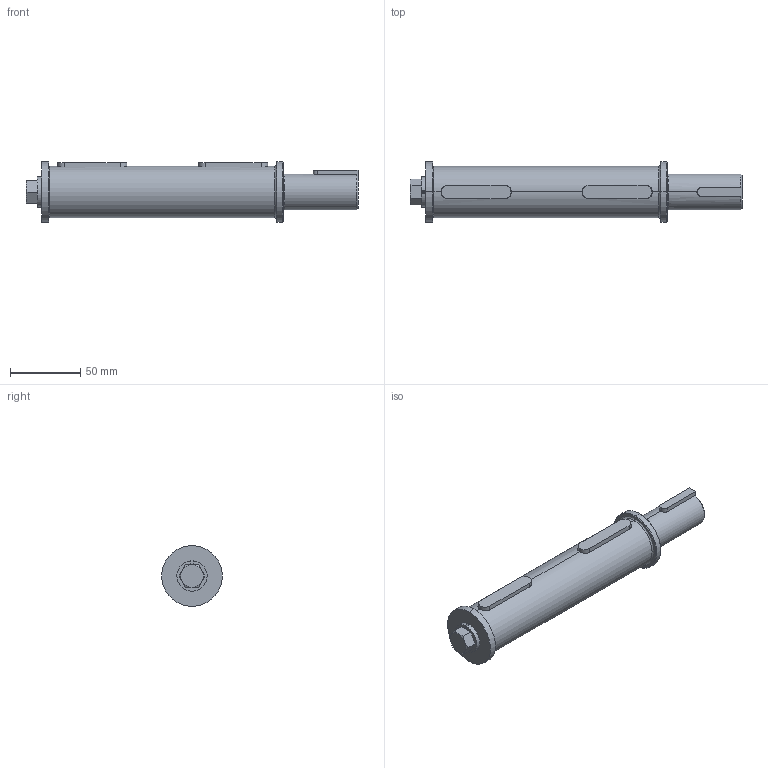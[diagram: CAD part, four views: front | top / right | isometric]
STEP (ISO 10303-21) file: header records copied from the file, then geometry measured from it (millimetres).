
FILE_DESCRIPTION (( 'STEP AP203' ), '1' );
FILE_NAME ('WGSS-206-S.step', '2023-01-30T20:55:23', ( '' ), ( '' ), 'SwSTEP 2.0', 'SolidWorks 2021', '' );
FILE_SCHEMA (( 'CONFIG_CONTROL_DESIGN' ));
Length unit declared in the file: inch
Products named in the file (1): WGSS-206-S
Bounding box: 235.62 x 43 x 43 mm (x, y, z)
Volume: 215774.1 mm3; surface area: 38622.2 mm2
Topology: 7 solids, 7 shells, 95 faces, 214 edges, 135 vertices
Faces by surface type: plane 41, cylinder 31, cone 19, bspline 4
Entity records: 3143 total; most frequent: CARTESIAN_POINT 955, DIRECTION 448, ORIENTED_EDGE 424, EDGE_CURVE 212, AXIS2_PLACEMENT_3D 172, VERTEX_POINT 135, VECTOR 104, LINE 104
